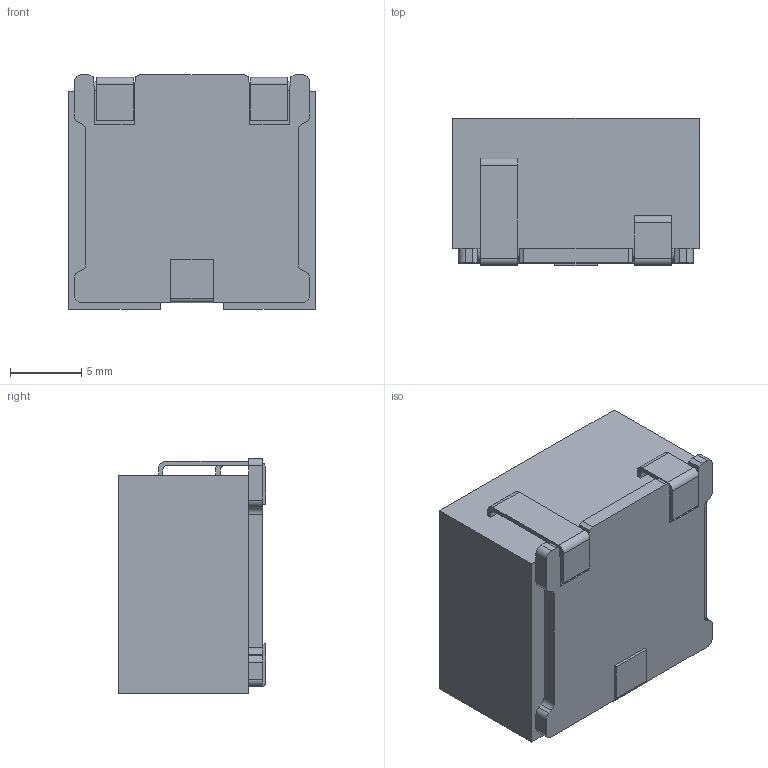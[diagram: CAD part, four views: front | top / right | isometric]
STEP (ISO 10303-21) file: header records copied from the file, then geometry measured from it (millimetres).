
FILE_DESCRIPTION((''),'2;1');
FILE_NAME('B82559B_10_ERU16','2021-07-28T',('EB9189'),(''),'CREO PARAMETRIC BY PTC INC, 2015480','CREO PARAMETRIC BY PTC INC, 2015480','');
FILE_SCHEMA(('CONFIG_CONTROL_DESIGN'));
Length unit declared in the file: millimetre
Products named in the file (1): B82559B_10_ERU16
Bounding box: 17.3 x 10.35 x 16.48 mm (x, y, z)
Surface area: 1768.1 mm2 (no closed solid volume)
Topology: 0 solids, 7 shells, 167 faces, 510 edges, 340 vertices
Faces by surface type: plane 105, bspline 36, cylinder 26
Entity records: 11164 total; most frequent: CARTESIAN_POINT 4837, ORIENTED_EDGE 972, DIRECTION 704, PRESENTATION_STYLE_ASSIGNMENT 577, STYLED_ITEM 517, CURVE_STYLE 510, EDGE_CURVE 510, VECTOR 346
